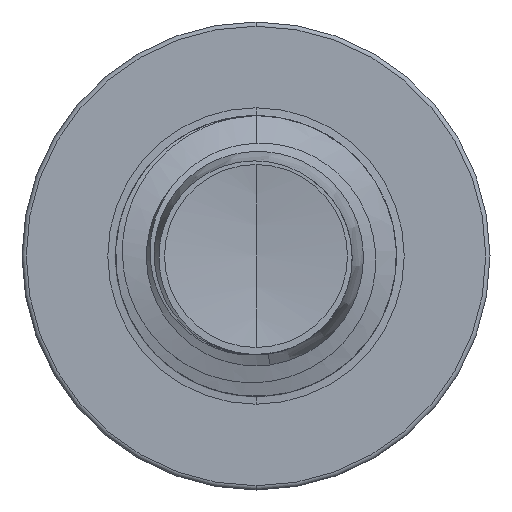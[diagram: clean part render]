
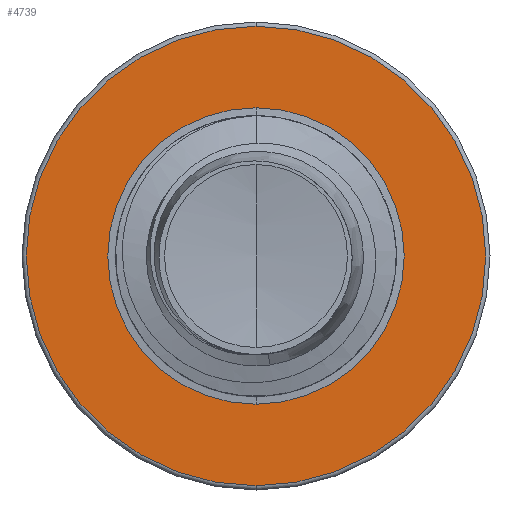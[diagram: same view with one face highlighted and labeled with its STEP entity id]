
A CAD part, front view. The second image highlights one B-rep face of the part: STEP entity #4739.
In plain terms, the highlighted planar face has unit normal (0, -1, 0).
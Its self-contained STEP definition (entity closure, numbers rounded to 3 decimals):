
#179 = DIRECTION ( 'NONE',  ( 0., 1., 0. ) ) ;
#625 = AXIS2_PLACEMENT_3D ( 'NONE', #3078, #16061, #4996 ) ;
#1387 = FACE_BOUND ( 'NONE', #18041, .T. ) ;
#1733 = CARTESIAN_POINT ( 'NONE',  ( 0., 9., -2.375 ) ) ;
#1784 = CARTESIAN_POINT ( 'NONE',  ( 0., 9., 3.683 ) ) ;
#3078 = CARTESIAN_POINT ( 'NONE',  ( 0., 9., 0. ) ) ;
#3727 = DIRECTION ( 'NONE',  ( 0., 1., 0. ) ) ;
#3808 = ORIENTED_EDGE ( 'NONE', *, *, #17820, .F. ) ;
#4349 = AXIS2_PLACEMENT_3D ( 'NONE', #14823, #3727, #16696 ) ;
#4367 = EDGE_CURVE ( 'NONE', #9930, #22324, #21705, .T. ) ;
#4739 = ADVANCED_FACE ( 'NONE', ( #21136, #1387 ), #9070, .F. ) ;
#4996 = DIRECTION ( 'NONE',  ( 0., 0., 1. ) ) ;
#5364 = CARTESIAN_POINT ( 'NONE',  ( 0., 9., 0. ) ) ;
#5918 = VERTEX_POINT ( 'NONE', #1784 ) ;
#7177 = DIRECTION ( 'NONE',  ( 0., 0., 1. ) ) ;
#8105 = CIRCLE ( 'NONE', #4349, 3.683 ) ;
#9070 = PLANE ( 'NONE',  #15502 ) ;
#9150 = DIRECTION ( 'NONE',  ( 0., 0., 1. ) ) ;
#9930 = VERTEX_POINT ( 'NONE', #11232 ) ;
#11212 = CARTESIAN_POINT ( 'NONE',  ( 0., 9., 0. ) ) ;
#11232 = CARTESIAN_POINT ( 'NONE',  ( 0., 9., -2.375 ) ) ;
#11306 = EDGE_LOOP ( 'NONE', ( #16971, #3808 ) ) ;
#13102 = DIRECTION ( 'NONE',  ( 0., 0., 1. ) ) ;
#13520 = CARTESIAN_POINT ( 'NONE',  ( 0., 9., -3.682 ) ) ;
#13605 = VERTEX_POINT ( 'NONE', #13520 ) ;
#14468 = AXIS2_PLACEMENT_3D ( 'NONE', #11212, #179, #13102 ) ;
#14547 = EDGE_CURVE ( 'NONE', #22324, #9930, #21097, .T. ) ;
#14823 = CARTESIAN_POINT ( 'NONE',  ( 0., 9., 0. ) ) ;
#15116 = CIRCLE ( 'NONE', #14468, 3.683 ) ;
#15502 = AXIS2_PLACEMENT_3D ( 'NONE', #1733, #20312, #9150 ) ;
#16061 = DIRECTION ( 'NONE',  ( 0., 1., 0. ) ) ;
#16696 = DIRECTION ( 'NONE',  ( 0., 0., 1. ) ) ;
#16971 = ORIENTED_EDGE ( 'NONE', *, *, #22698, .F. ) ;
#17820 = EDGE_CURVE ( 'NONE', #13605, #5918, #15116, .T. ) ;
#18041 = EDGE_LOOP ( 'NONE', ( #20944, #20859 ) ) ;
#18300 = DIRECTION ( 'NONE',  ( 0., 1., 0. ) ) ;
#20273 = CARTESIAN_POINT ( 'NONE',  ( 0., 9., 2.375 ) ) ;
#20312 = DIRECTION ( 'NONE',  ( 0., 1., 0. ) ) ;
#20859 = ORIENTED_EDGE ( 'NONE', *, *, #4367, .T. ) ;
#20944 = ORIENTED_EDGE ( 'NONE', *, *, #14547, .T. ) ;
#21097 = CIRCLE ( 'NONE', #22564, 2.375 ) ;
#21136 = FACE_OUTER_BOUND ( 'NONE', #11306, .T. ) ;
#21705 = CIRCLE ( 'NONE', #625, 2.375 ) ;
#22324 = VERTEX_POINT ( 'NONE', #20273 ) ;
#22564 = AXIS2_PLACEMENT_3D ( 'NONE', #5364, #18300, #7177 ) ;
#22698 = EDGE_CURVE ( 'NONE', #5918, #13605, #8105, .T. ) ;
